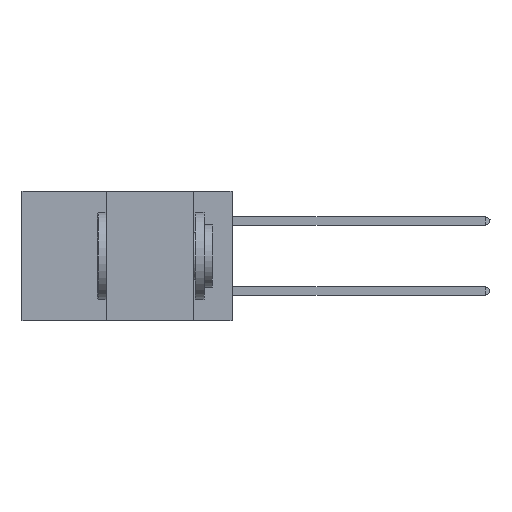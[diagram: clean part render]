
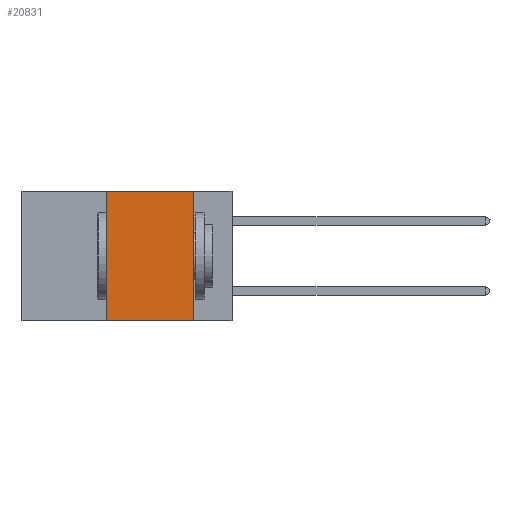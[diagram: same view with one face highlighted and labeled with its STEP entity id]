
A CAD part, left-side view. The second image highlights one B-rep face of the part: STEP entity #20831.
In plain terms, the highlighted planar face has unit normal (-1, 0, 0).
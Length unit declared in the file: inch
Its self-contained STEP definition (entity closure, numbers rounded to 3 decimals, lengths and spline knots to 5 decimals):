
#718 = VERTEX_POINT ( 'NONE', #11375 ) ;
#1324 = ORIENTED_EDGE ( 'NONE', *, *, #6884, .F. ) ;
#2196 = LINE ( 'NONE', #20378, #22340 ) ;
#2592 = LINE ( 'NONE', #5031, #7374 ) ;
#3407 = CARTESIAN_POINT ( 'NONE',  ( 0., 0.36, -0.37 ) ) ;
#3523 = CARTESIAN_POINT ( 'NONE',  ( 0., 0.6, -0.37 ) ) ;
#5031 = CARTESIAN_POINT ( 'NONE',  ( 0., 0.6, 0. ) ) ;
#6884 = EDGE_CURVE ( 'NONE', #7047, #9360, #2592, .T. ) ;
#7047 = VERTEX_POINT ( 'NONE', #17159 ) ;
#7374 = VECTOR ( 'NONE', #24228, 39.37008 ) ;
#7717 = EDGE_CURVE ( 'NONE', #13514, #718, #9472, .T. ) ;
#7752 = LINE ( 'NONE', #17669, #17440 ) ;
#8021 = DIRECTION ( 'NONE',  ( 0., 0., 1. ) ) ;
#9360 = VERTEX_POINT ( 'NONE', #10181 ) ;
#9472 = LINE ( 'NONE', #3523, #19135 ) ;
#9714 = AXIS2_PLACEMENT_3D ( 'NONE', #23048, #11524, #24939 ) ;
#10181 = CARTESIAN_POINT ( 'NONE',  ( 0., 0.11, 0. ) ) ;
#11375 = CARTESIAN_POINT ( 'NONE',  ( 0., 0.11, -0.37 ) ) ;
#11524 = DIRECTION ( 'NONE',  ( 1., 0., 0. ) ) ;
#13312 = DIRECTION ( 'NONE',  ( 0., -1., 0. ) ) ;
#13514 = VERTEX_POINT ( 'NONE', #3407 ) ;
#13715 = FACE_OUTER_BOUND ( 'NONE', #18427, .T. ) ;
#14687 = DIRECTION ( 'NONE',  ( 0., 0., -1. ) ) ;
#15380 = PLANE ( 'NONE',  #9714 ) ;
#15525 = EDGE_CURVE ( 'NONE', #9360, #718, #2196, .T. ) ;
#17159 = CARTESIAN_POINT ( 'NONE',  ( 0., 0.36, 0. ) ) ;
#17440 = VECTOR ( 'NONE', #8021, 39.37008 ) ;
#17669 = CARTESIAN_POINT ( 'NONE',  ( 0., 0.36, 0. ) ) ;
#18427 = EDGE_LOOP ( 'NONE', ( #21502, #1324, #22099, #22811 ) ) ;
#19135 = VECTOR ( 'NONE', #13312, 39.37008 ) ;
#19353 = EDGE_CURVE ( 'NONE', #13514, #7047, #7752, .T. ) ;
#20378 = CARTESIAN_POINT ( 'NONE',  ( 0., 0.11, 0. ) ) ;
#20831 = ADVANCED_FACE ( 'NONE', ( #13715 ), #15380, .F. ) ;
#21502 = ORIENTED_EDGE ( 'NONE', *, *, #15525, .F. ) ;
#22099 = ORIENTED_EDGE ( 'NONE', *, *, #19353, .F. ) ;
#22340 = VECTOR ( 'NONE', #14687, 39.37008 ) ;
#22811 = ORIENTED_EDGE ( 'NONE', *, *, #7717, .T. ) ;
#23048 = CARTESIAN_POINT ( 'NONE',  ( 0., 0.6, 0. ) ) ;
#24228 = DIRECTION ( 'NONE',  ( 0., -1., 0. ) ) ;
#24939 = DIRECTION ( 'NONE',  ( 0., 0., -1. ) ) ;
